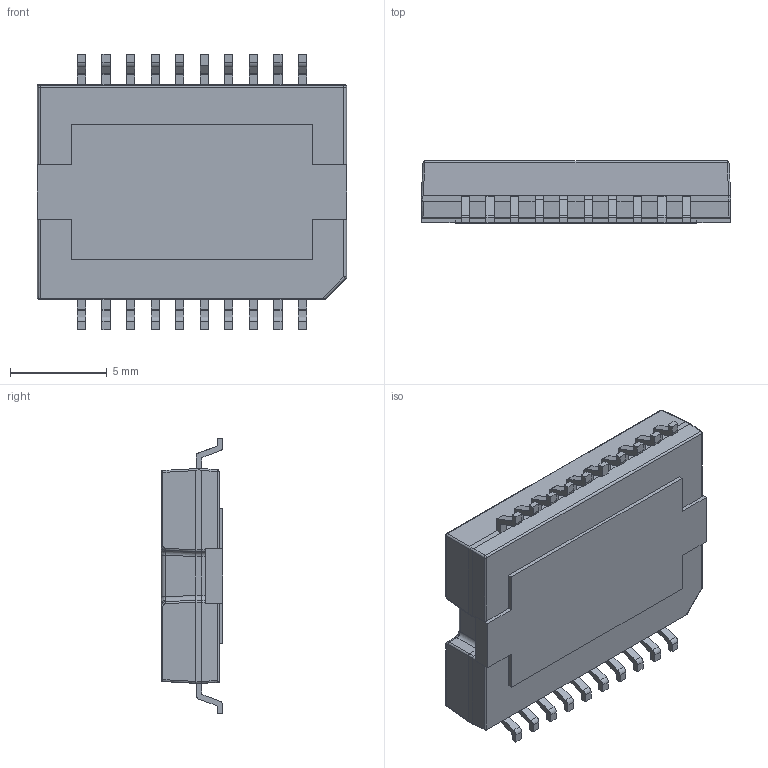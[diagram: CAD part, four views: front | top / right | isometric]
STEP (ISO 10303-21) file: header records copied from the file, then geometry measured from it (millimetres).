
FILE_DESCRIPTION (( 'STEP AP214' ), '1' );
FILE_NAME ('User Library-HSOP_20pin_IC-MC33886PVW.STEP', '2021-05-02T14:10:02', ( '' ), ( '' ), 'SwSTEP 2.0', 'SolidWorks 2020', '' );
FILE_SCHEMA (( 'AUTOMOTIVE_DESIGN' ));
Length unit declared in the file: millimetre
Products named in the file (1): User Library-HSOP_20pin_IC-MC33886PVW
Bounding box: 16 x 3.2 x 14.25 mm (x, y, z)
Volume: 539.5 mm3; surface area: 583.1 mm2
Topology: 1 solids, 1 shells, 390 faces, 1089 edges, 694 vertices
Faces by surface type: plane 238, cylinder 130, bspline 12, sphere 8, cone 2
Entity records: 13899 total; most frequent: CARTESIAN_POINT 2565, ORIENTED_EDGE 2162, DIRECTION 1956, EDGE_CURVE 1081, LINE 802, VECTOR 802, VERTEX_POINT 694, AXIS2_PLACEMENT_3D 577
